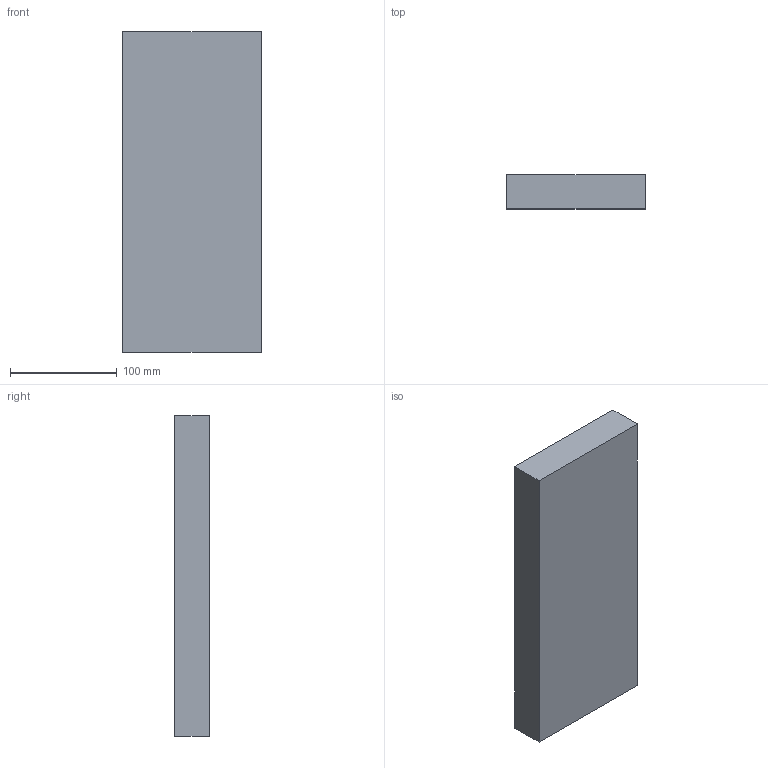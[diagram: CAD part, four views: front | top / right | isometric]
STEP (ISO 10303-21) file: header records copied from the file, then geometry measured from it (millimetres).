
FILE_DESCRIPTION (( 'STEP AP203' ), '1' );
FILE_NAME ('STP-211-010-007.STEP', '2024-09-27T06:34:12', ( '' ), ( '' ), 'SwSTEP 2.0', 'SolidWorks 2017', '' );
FILE_SCHEMA (( 'CONFIG_CONTROL_DESIGN' ));
Length unit declared in the file: millimetre
Products named in the file (1): STP-211-010-007
Bounding box: 130 x 32 x 300 mm (x, y, z)
Volume: 874618.3 mm3; surface area: 151274.3 mm2
Topology: 1 solids, 1 shells, 72 faces, 144 edges, 96 vertices
Faces by surface type: cone 44, plane 28
Entity records: 1993 total; most frequent: DIRECTION 378, CARTESIAN_POINT 313, ORIENTED_EDGE 288, AXIS2_PLACEMENT_3D 161, EDGE_CURVE 144, VERTEX_POINT 96, EDGE_LOOP 94, CIRCLE 88
